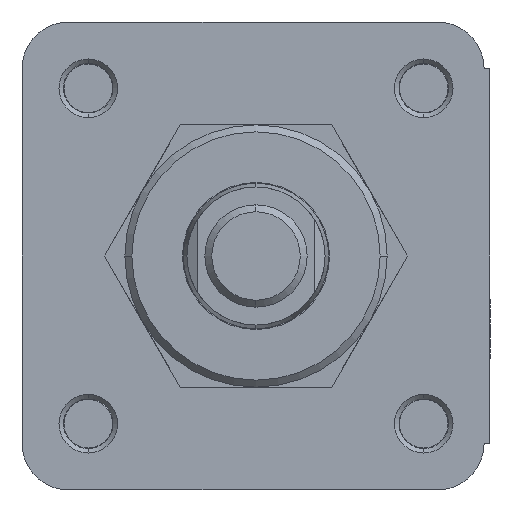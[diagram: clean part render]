
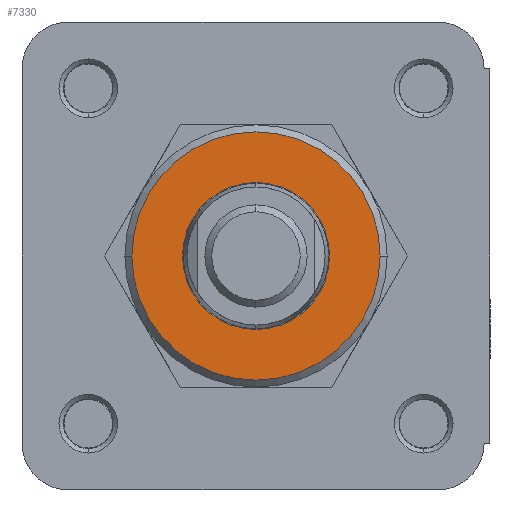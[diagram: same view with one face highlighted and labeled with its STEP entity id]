
A CAD part, left-side view. The second image highlights one B-rep face of the part: STEP entity #7330.
In plain terms, the highlighted planar face has unit normal (-1, 0, 0).
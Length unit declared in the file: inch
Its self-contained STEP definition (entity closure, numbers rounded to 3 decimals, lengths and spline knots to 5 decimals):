
#196 = CARTESIAN_POINT ( 'NONE',  ( -0.615, 0.5305, 0. ) ) ;
#596 = FACE_BOUND ( 'NONE', #1793, .T. ) ;
#608 = CARTESIAN_POINT ( 'NONE',  ( -0.615, 0., 0. ) ) ;
#1112 = CARTESIAN_POINT ( 'NONE',  ( -0.615, 0., 0. ) ) ;
#1771 = DIRECTION ( 'NONE',  ( 0., 0., -1. ) ) ;
#1793 = EDGE_LOOP ( 'NONE', ( #9109, #6914 ) ) ;
#2301 = DIRECTION ( 'NONE',  ( 0., 1., 0. ) ) ;
#2308 = EDGE_CURVE ( 'NONE', #11005, #10639, #4799, .T. ) ;
#3123 = AXIS2_PLACEMENT_3D ( 'NONE', #4416, #12473, #5582 ) ;
#3337 = EDGE_CURVE ( 'NONE', #10280, #3402, #6551, .T. ) ;
#3402 = VERTEX_POINT ( 'NONE', #5236 ) ;
#4035 = EDGE_CURVE ( 'NONE', #3402, #10280, #13473, .T. ) ;
#4177 = AXIS2_PLACEMENT_3D ( 'NONE', #1112, #9245, #2301 ) ;
#4416 = CARTESIAN_POINT ( 'NONE',  ( -0.615, 0., 0. ) ) ;
#4799 = CIRCLE ( 'NONE', #4177, 0.5305 ) ;
#5236 = CARTESIAN_POINT ( 'NONE',  ( -0.615, 0., -0.314 ) ) ;
#5559 = DIRECTION ( 'NONE',  ( 1., 0., 0. ) ) ;
#5582 = DIRECTION ( 'NONE',  ( 0., 0., -1. ) ) ;
#6293 = AXIS2_PLACEMENT_3D ( 'NONE', #12450, #5559, #13605 ) ;
#6433 = FACE_OUTER_BOUND ( 'NONE', #11053, .T. ) ;
#6551 = CIRCLE ( 'NONE', #11816, 0.314 ) ;
#6653 = DIRECTION ( 'NONE',  ( 1., 0., 0. ) ) ;
#6914 = ORIENTED_EDGE ( 'NONE', *, *, #3337, .T. ) ;
#7225 = AXIS2_PLACEMENT_3D ( 'NONE', #13513, #6653, #14682 ) ;
#7330 = ADVANCED_FACE ( 'NONE', ( #596, #6433 ), #10025, .F. ) ;
#7593 = ORIENTED_EDGE ( 'NONE', *, *, #14029, .F. ) ;
#7698 = CARTESIAN_POINT ( 'NONE',  ( -0.615, 0., 0.314 ) ) ;
#8752 = DIRECTION ( 'NONE',  ( 1., 0., 0. ) ) ;
#9109 = ORIENTED_EDGE ( 'NONE', *, *, #4035, .T. ) ;
#9245 = DIRECTION ( 'NONE',  ( 1., 0., 0. ) ) ;
#9734 = CIRCLE ( 'NONE', #7225, 0.5305 ) ;
#9781 = ORIENTED_EDGE ( 'NONE', *, *, #2308, .F. ) ;
#10025 = PLANE ( 'NONE',  #6293 ) ;
#10280 = VERTEX_POINT ( 'NONE', #7698 ) ;
#10639 = VERTEX_POINT ( 'NONE', #12988 ) ;
#11005 = VERTEX_POINT ( 'NONE', #196 ) ;
#11053 = EDGE_LOOP ( 'NONE', ( #9781, #7593 ) ) ;
#11816 = AXIS2_PLACEMENT_3D ( 'NONE', #608, #8752, #1771 ) ;
#12450 = CARTESIAN_POINT ( 'NONE',  ( -0.615, 0., 0. ) ) ;
#12473 = DIRECTION ( 'NONE',  ( 1., 0., 0. ) ) ;
#12988 = CARTESIAN_POINT ( 'NONE',  ( -0.615, -0.5305, 0. ) ) ;
#13473 = CIRCLE ( 'NONE', #3123, 0.314 ) ;
#13513 = CARTESIAN_POINT ( 'NONE',  ( -0.615, 0., 0. ) ) ;
#13605 = DIRECTION ( 'NONE',  ( 0., 0., -1. ) ) ;
#14029 = EDGE_CURVE ( 'NONE', #10639, #11005, #9734, .T. ) ;
#14682 = DIRECTION ( 'NONE',  ( 0., 1., 0. ) ) ;
